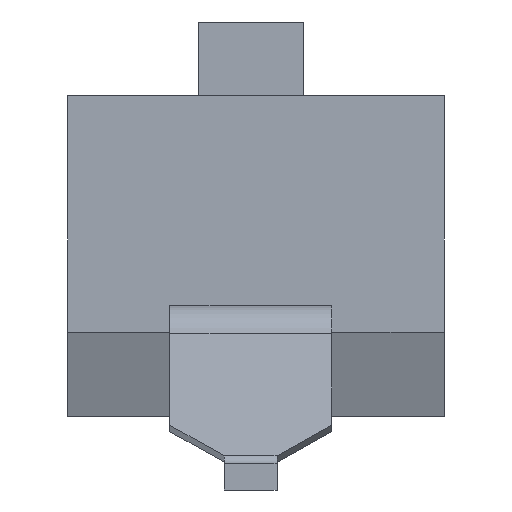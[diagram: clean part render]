
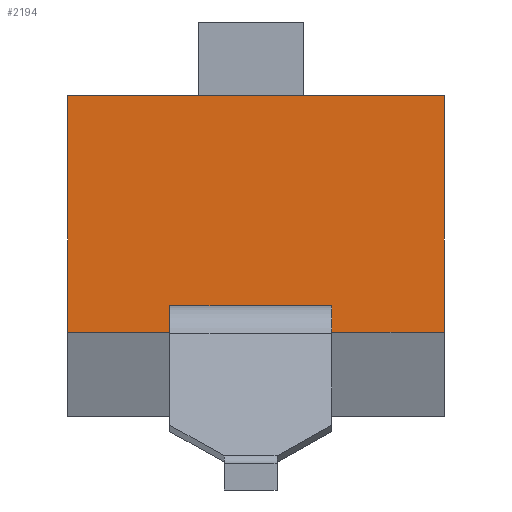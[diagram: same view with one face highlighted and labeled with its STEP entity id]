
A CAD part, front view. The second image highlights one B-rep face of the part: STEP entity #2194.
In plain terms, the highlighted planar face has unit normal (0, -1, 0).
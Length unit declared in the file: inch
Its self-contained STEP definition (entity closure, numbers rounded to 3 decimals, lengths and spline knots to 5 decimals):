
#889=CARTESIAN_POINT('',(-0.03228,-0.12402,0.04134));
#890=VERTEX_POINT('',#889);
#891=CARTESIAN_POINT('',(0.02835,-0.12402,0.04134));
#892=VERTEX_POINT('',#891);
#893=CARTESIAN_POINT('',(-0.03228,-0.12402,0.04134));
#894=DIRECTION('',(1.0,0.0,0.0));
#895=VECTOR('',#894,0.06063);
#896=LINE('',#893,#895);
#897=EDGE_CURVE('',#890,#892,#896,.T.);
#929=CARTESIAN_POINT('',(-0.03228,-0.12402,0.0315));
#930=VERTEX_POINT('',#929);
#931=CARTESIAN_POINT('',(-0.03228,-0.12402,0.0315));
#932=DIRECTION('',(0.0,0.0,1.0));
#933=VECTOR('',#932,0.00984);
#934=LINE('',#931,#933);
#935=EDGE_CURVE('',#930,#890,#934,.T.);
#1163=CARTESIAN_POINT('',(0.02835,-0.12402,0.0315));
#1164=VERTEX_POINT('',#1163);
#1165=CARTESIAN_POINT('',(0.02835,-0.12402,0.04134));
#1166=DIRECTION('',(0.0,0.0,-1.0));
#1167=VECTOR('',#1166,0.00984);
#1168=LINE('',#1165,#1167);
#1169=EDGE_CURVE('',#892,#1164,#1168,.T.);
#1738=CARTESIAN_POINT('',(0.07047,-0.12402,0.12008));
#1739=VERTEX_POINT('',#1738);
#1754=CARTESIAN_POINT('',(-0.07047,-0.12402,0.12008));
#1755=VERTEX_POINT('',#1754);
#1762=CARTESIAN_POINT('',(0.07047,-0.12402,0.12008));
#1763=DIRECTION('',(-1.0,0.0,0.0));
#1764=VECTOR('',#1763,0.14094);
#1765=LINE('',#1762,#1764);
#1766=EDGE_CURVE('',#1739,#1755,#1765,.T.);
#2103=CARTESIAN_POINT('',(-0.07047,-0.12402,0.0315));
#2104=VERTEX_POINT('',#2103);
#2119=CARTESIAN_POINT('',(0.07047,-0.12402,0.0315));
#2120=VERTEX_POINT('',#2119);
#2127=CARTESIAN_POINT('',(0.02835,-0.12402,0.0315));
#2128=DIRECTION('',(1.0,0.0,0.0));
#2129=VECTOR('',#2128,0.04213);
#2130=LINE('',#2127,#2129);
#2131=EDGE_CURVE('',#1164,#2120,#2130,.T.);
#2134=CARTESIAN_POINT('',(-0.07047,-0.12402,0.0315));
#2135=DIRECTION('',(1.0,0.0,0.0));
#2136=VECTOR('',#2135,0.03819);
#2137=LINE('',#2134,#2136);
#2138=EDGE_CURVE('',#2104,#930,#2137,.T.);
#2169=CARTESIAN_POINT('',(-0.07752,-0.12402,0.12451));
#2170=DIRECTION('',(0.0,-1.0,0.0));
#2171=DIRECTION('',(0.0,0.0,-1.0));
#2172=AXIS2_PLACEMENT_3D('',#2169,#2170,#2171);
#2173=PLANE('',#2172);
#2174=ORIENTED_EDGE('',*,*,#1169,.T.);
#2175=ORIENTED_EDGE('',*,*,#2131,.T.);
#2176=CARTESIAN_POINT('',(0.07047,-0.12402,0.0315));
#2177=DIRECTION('',(0.0,0.0,1.0));
#2178=VECTOR('',#2177,0.08858);
#2179=LINE('',#2176,#2178);
#2180=EDGE_CURVE('',#2120,#1739,#2179,.T.);
#2181=ORIENTED_EDGE('',*,*,#2180,.T.);
#2182=ORIENTED_EDGE('',*,*,#1766,.T.);
#2183=CARTESIAN_POINT('',(-0.07047,-0.12402,0.0315));
#2184=DIRECTION('',(0.0,0.0,1.0));
#2185=VECTOR('',#2184,0.08858);
#2186=LINE('',#2183,#2185);
#2187=EDGE_CURVE('',#2104,#1755,#2186,.T.);
#2188=ORIENTED_EDGE('',*,*,#2187,.F.);
#2189=ORIENTED_EDGE('',*,*,#2138,.T.);
#2190=ORIENTED_EDGE('',*,*,#935,.T.);
#2191=ORIENTED_EDGE('',*,*,#897,.T.);
#2192=EDGE_LOOP('',(#2174,#2175,#2181,#2182,#2188,#2189,#2190,#2191));
#2193=FACE_OUTER_BOUND('',#2192,.T.);
#2194=ADVANCED_FACE('',(#2193),#2173,.T.);
